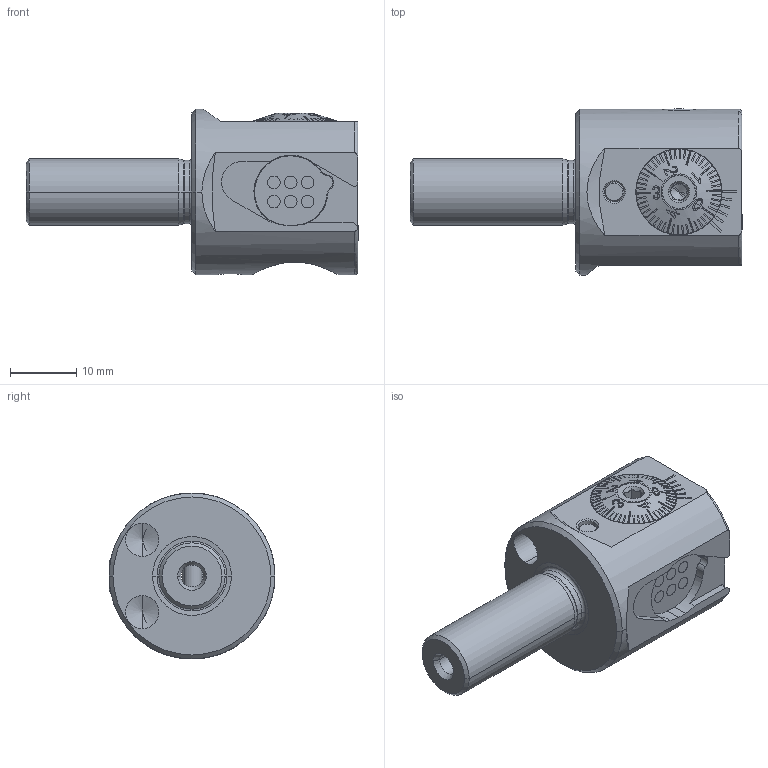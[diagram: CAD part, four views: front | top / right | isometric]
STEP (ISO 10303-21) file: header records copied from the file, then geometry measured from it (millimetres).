
FILE_DESCRIPTION (( 'STEP AP214' ), '1' );
FILE_NAME ('SH1.A25.DA2.025.STEP', '2020-09-18T11:51:14', ( '' ), ( '' ), 'SwSTEP 2.0', 'SolidWorks 2017', '' );
FILE_SCHEMA (( 'AUTOMOTIVE_DESIGN' ));
Length unit declared in the file: millimetre
Products named in the file (19): Klebstoff D5; A25-BG2.008.004_B; A25-BG3.005.018_A; PEE-DA1.011.026_A; A25-BG1.DA2.013; ISO 4026 - M5 x 4_PreviewCfg; ISO 8745-2.0x12; Fxx-MAB.xxx.xxx_A_F25x1x2; SH1.A25.DA2.025; F25-BG2.013.004_A; Axx-BG4.003.xxx_A_A25; DIN 3771 - 11x1; WCA-ER2.001.006_A; ISO 4026 - M4 x 8; A25-BG1.009.004_B_M7x0.25; F25-BG2.013.003_A; SH1-A25.DA1.025_C; A25-BG2.010.009_B; A25-BG1.DA1.013_C
Assembly tree (18 placements, depth 3):
  SH1.A25.DA2.025
    SH1-A25.DA1.025_C
    A25-BG1.DA2.013
      A25-BG1.DA1.013_C
      A25-BG2.010.009_B
      F25-BG2.013.003_A
      F25-BG2.013.004_A
      A25-BG2.008.004_B
      A25-BG1.009.004_B_M7x0.25
      ISO 4026 - M4 x 8
      DIN 3771 - 11x1
      Fxx-MAB.xxx.xxx_A_F25x1x2
      ISO 8745-2.0x12
    A25-BG3.005.018_A
    ISO 4026 - M5 x 4_PreviewCfg
    WCA-ER2.001.006_A
    Axx-BG4.003.xxx_A_A25
    Klebstoff D5
    PEE-DA1.011.026_A
Bounding box: 50.01 x 25 x 25 mm (x, y, z)
Volume: 11574.7 mm3; surface area: 9650 mm2
Topology: 17 solids, 17 shells, 805 faces, 2070 edges, 1309 vertices
Faces by surface type: plane 353, cylinder 174, cone 173, torus 58, bspline 41, sphere 6
Entity records: 37065 total; most frequent: CARTESIAN_POINT 13811, ORIENTED_EDGE 4112, DIRECTION 3688, EDGE_CURVE 2056, AXIS2_PLACEMENT_3D 1426, VERTEX_POINT 1309, EDGE_LOOP 865, VECTOR 836
